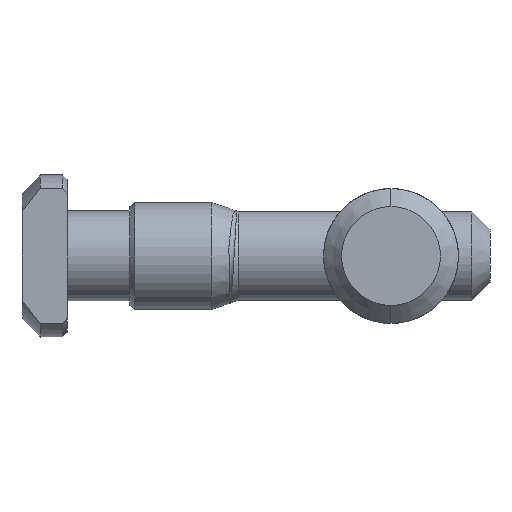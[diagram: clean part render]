
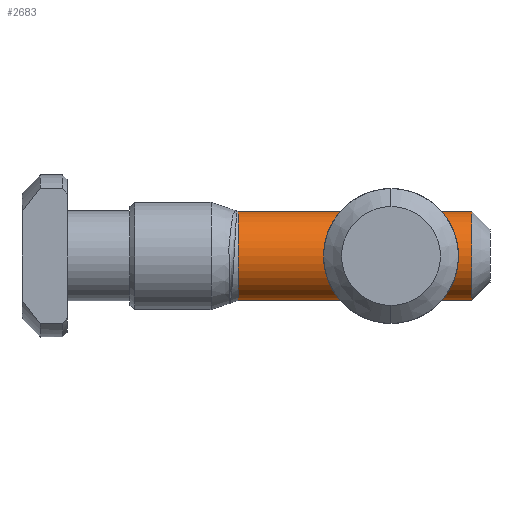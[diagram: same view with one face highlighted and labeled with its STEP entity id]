
A CAD part, left-side view. The second image highlights one B-rep face of the part: STEP entity #2683.
In plain terms, the highlighted cylindrical face has radius 4.95 mm (diameter 9.9 mm), a partial arc.
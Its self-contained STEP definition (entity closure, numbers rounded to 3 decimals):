
#208 = LINE ( 'NONE', #960, #2971 ) ;
#231 = DIRECTION ( 'NONE',  ( 0., 1., 0. ) ) ;
#251 = ORIENTED_EDGE ( 'NONE', *, *, #3004, .T. ) ;
#448 = VERTEX_POINT ( 'NONE', #869 ) ;
#732 = FACE_OUTER_BOUND ( 'NONE', #1187, .T. ) ;
#804 = EDGE_CURVE ( 'NONE', #3017, #1089, #978, .T. ) ;
#869 = CARTESIAN_POINT ( 'NONE',  ( -1.519, -0.621, 7.532 ) ) ;
#917 = EDGE_CURVE ( 'NONE', #3017, #3129, #1200, .T. ) ;
#960 = CARTESIAN_POINT ( 'NONE',  ( -1.519, 23.379, 7.532 ) ) ;
#969 = CARTESIAN_POINT ( 'NONE',  ( -1.519, 23.379, 2.582 ) ) ;
#978 = LINE ( 'NONE', #1966, #2382 ) ;
#987 = AXIS2_PLACEMENT_3D ( 'NONE', #2310, #1021, #1050 ) ;
#1021 = DIRECTION ( 'NONE',  ( 0., 1., 0. ) ) ;
#1050 = DIRECTION ( 'NONE',  ( 0., 0., 1. ) ) ;
#1089 = VERTEX_POINT ( 'NONE', #1884 ) ;
#1159 = DIRECTION ( 'NONE',  ( 0., -1., 0. ) ) ;
#1187 = EDGE_LOOP ( 'NONE', ( #2628, #1268, #1730, #251 ) ) ;
#1200 = CIRCLE ( 'NONE', #987, 4.95 ) ;
#1268 = ORIENTED_EDGE ( 'NONE', *, *, #917, .T. ) ;
#1386 = DIRECTION ( 'NONE',  ( 0., 0., 1. ) ) ;
#1730 = ORIENTED_EDGE ( 'NONE', *, *, #2240, .T. ) ;
#1737 = AXIS2_PLACEMENT_3D ( 'NONE', #2864, #1159, #1386 ) ;
#1884 = CARTESIAN_POINT ( 'NONE',  ( -1.519, -0.621, -2.368 ) ) ;
#1952 = CIRCLE ( 'NONE', #1737, 4.95 ) ;
#1966 = CARTESIAN_POINT ( 'NONE',  ( -1.519, 23.379, -2.368 ) ) ;
#2240 = EDGE_CURVE ( 'NONE', #3129, #448, #208, .T. ) ;
#2253 = AXIS2_PLACEMENT_3D ( 'NONE', #969, #231, #2480 ) ;
#2310 = CARTESIAN_POINT ( 'NONE',  ( -1.519, -26.621, 2.582 ) ) ;
#2355 = CARTESIAN_POINT ( 'NONE',  ( -1.519, -26.621, -2.368 ) ) ;
#2382 = VECTOR ( 'NONE', #3166, 1000. ) ;
#2480 = DIRECTION ( 'NONE',  ( 0., 0., 1. ) ) ;
#2560 = CARTESIAN_POINT ( 'NONE',  ( -1.519, -26.621, 7.532 ) ) ;
#2628 = ORIENTED_EDGE ( 'NONE', *, *, #804, .F. ) ;
#2638 = DIRECTION ( 'NONE',  ( 0., 1., 0. ) ) ;
#2683 = ADVANCED_FACE ( 'NONE', ( #732 ), #3184, .T. ) ;
#2864 = CARTESIAN_POINT ( 'NONE',  ( -1.519, -0.621, 2.582 ) ) ;
#2971 = VECTOR ( 'NONE', #2638, 1000. ) ;
#3004 = EDGE_CURVE ( 'NONE', #448, #1089, #1952, .T. ) ;
#3017 = VERTEX_POINT ( 'NONE', #2355 ) ;
#3129 = VERTEX_POINT ( 'NONE', #2560 ) ;
#3166 = DIRECTION ( 'NONE',  ( 0., 1., 0. ) ) ;
#3184 = CYLINDRICAL_SURFACE ( 'NONE', #2253, 4.95 ) ;
